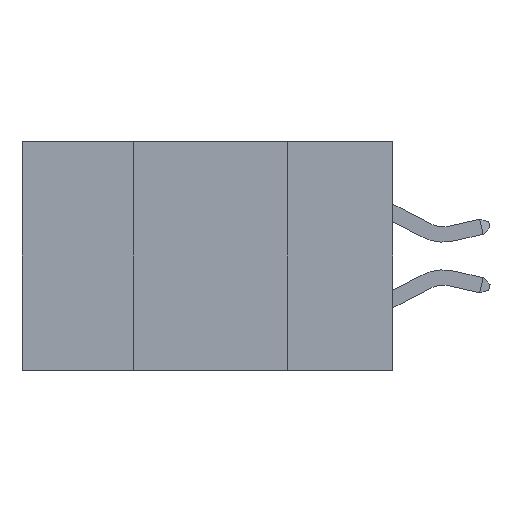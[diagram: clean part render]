
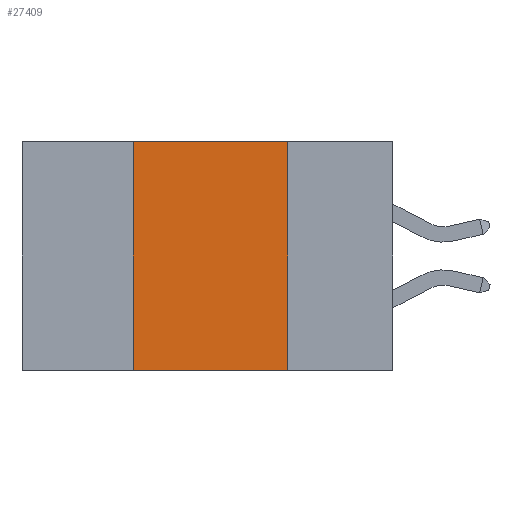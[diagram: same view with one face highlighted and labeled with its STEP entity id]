
A CAD part, left-side view. The second image highlights one B-rep face of the part: STEP entity #27409.
In plain terms, the highlighted planar face has unit normal (-1, 0, 0).
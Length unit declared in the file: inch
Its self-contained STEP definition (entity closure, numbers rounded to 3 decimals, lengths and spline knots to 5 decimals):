
#1139 = CARTESIAN_POINT ( 'NONE',  ( 0., 0.17, 0. ) ) ;
#1307 = CARTESIAN_POINT ( 'NONE',  ( 0., 0.17, -0.37 ) ) ;
#3283 = EDGE_CURVE ( 'NONE', #12136, #28924, #29597, .T. ) ;
#3569 = EDGE_CURVE ( 'NONE', #12136, #12846, #18121, .T. ) ;
#3880 = ORIENTED_EDGE ( 'NONE', *, *, #3283, .T. ) ;
#4159 = VECTOR ( 'NONE', #19747, 39.37008 ) ;
#4905 = DIRECTION ( 'NONE',  ( 0., 0., -1. ) ) ;
#5842 = EDGE_CURVE ( 'NONE', #12846, #10216, #9668, .T. ) ;
#6111 = VECTOR ( 'NONE', #22673, 39.37008 ) ;
#7648 = LINE ( 'NONE', #10660, #6111 ) ;
#9668 = LINE ( 'NONE', #26865, #4159 ) ;
#10216 = VERTEX_POINT ( 'NONE', #1139 ) ;
#10368 = DIRECTION ( 'NONE',  ( 0., -1., 0. ) ) ;
#10468 = CARTESIAN_POINT ( 'NONE',  ( 0., 0.6, -0.37 ) ) ;
#10660 = CARTESIAN_POINT ( 'NONE',  ( 0., 0.17, 0. ) ) ;
#11215 = ORIENTED_EDGE ( 'NONE', *, *, #27492, .F. ) ;
#11223 = DIRECTION ( 'NONE',  ( 0., 0., 1. ) ) ;
#11998 = VECTOR ( 'NONE', #11223, 39.37008 ) ;
#12136 = VERTEX_POINT ( 'NONE', #24510 ) ;
#12354 = FACE_OUTER_BOUND ( 'NONE', #24063, .T. ) ;
#12846 = VERTEX_POINT ( 'NONE', #19779 ) ;
#14983 = CARTESIAN_POINT ( 'NONE',  ( 0., 0.6, 0. ) ) ;
#18040 = VECTOR ( 'NONE', #10368, 39.37008 ) ;
#18121 = LINE ( 'NONE', #25949, #11998 ) ;
#19685 = AXIS2_PLACEMENT_3D ( 'NONE', #14983, #24735, #4905 ) ;
#19747 = DIRECTION ( 'NONE',  ( 0., -1., 0. ) ) ;
#19779 = CARTESIAN_POINT ( 'NONE',  ( 0., 0.42, 0. ) ) ;
#22673 = DIRECTION ( 'NONE',  ( 0., 0., -1. ) ) ;
#24063 = EDGE_LOOP ( 'NONE', ( #11215, #25580, #27546, #3880 ) ) ;
#24510 = CARTESIAN_POINT ( 'NONE',  ( 0., 0.42, -0.37 ) ) ;
#24735 = DIRECTION ( 'NONE',  ( 1., 0., 0. ) ) ;
#25580 = ORIENTED_EDGE ( 'NONE', *, *, #5842, .F. ) ;
#25949 = CARTESIAN_POINT ( 'NONE',  ( 0., 0.42, 0. ) ) ;
#26865 = CARTESIAN_POINT ( 'NONE',  ( 0., 0.6, 0. ) ) ;
#27136 = PLANE ( 'NONE',  #19685 ) ;
#27409 = ADVANCED_FACE ( 'NONE', ( #12354 ), #27136, .F. ) ;
#27492 = EDGE_CURVE ( 'NONE', #10216, #28924, #7648, .T. ) ;
#27546 = ORIENTED_EDGE ( 'NONE', *, *, #3569, .F. ) ;
#28924 = VERTEX_POINT ( 'NONE', #1307 ) ;
#29597 = LINE ( 'NONE', #10468, #18040 ) ;
